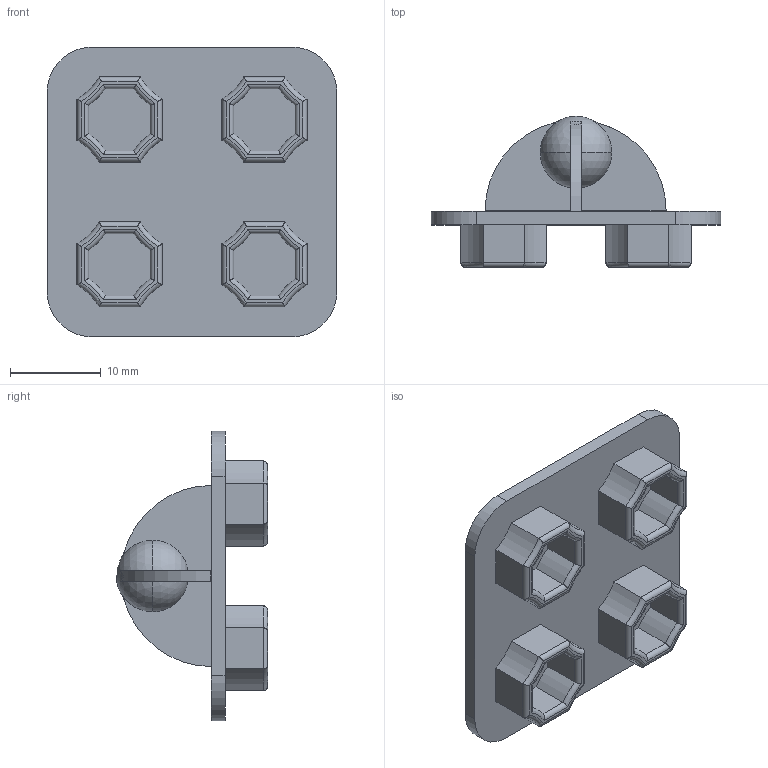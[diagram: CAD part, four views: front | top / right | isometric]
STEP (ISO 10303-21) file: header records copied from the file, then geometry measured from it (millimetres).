
FILE_DESCRIPTION (( 'STEP AP214' ), '1' );
FILE_NAME ('lego_caster_modified.STEP', '2024-03-11T05:41:46', ( '' ), ( '' ), 'SwSTEP 2.0', 'SolidWorks 2023', '' );
FILE_SCHEMA (( 'AUTOMOTIVE_DESIGN' ));
Length unit declared in the file: millimetre
Products named in the file (1): lego_caster_modified
Bounding box: 32 x 16.7 x 31.99 mm (x, y, z)
Volume: 2688.4 mm3; surface area: 3812.3 mm2
Topology: 1 solids, 1 shells, 167 faces, 407 edges, 250 vertices
Faces by surface type: cylinder 72, plane 54, torus 32, sphere 5, bspline 4
Entity records: 6293 total; most frequent: CARTESIAN_POINT 2448, ORIENTED_EDGE 808, DIRECTION 784, EDGE_CURVE 404, AXIS2_PLACEMENT_3D 296, VERTEX_POINT 248, LINE 192, VECTOR 192
